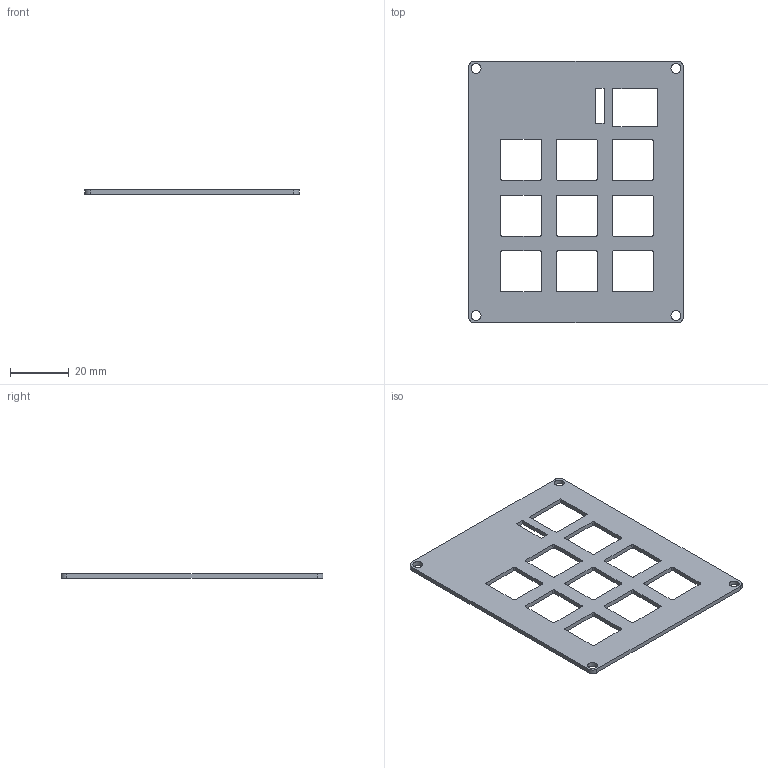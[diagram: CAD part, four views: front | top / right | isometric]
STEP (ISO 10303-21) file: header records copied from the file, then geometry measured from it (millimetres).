
FILE_DESCRIPTION(/* description */ (''),/* implementation_level */ '2;1');
FILE_NAME(/* name */ 'MacroboardMiddleLayer.step',/* time_stamp */ '2026-01-06T19:39:22+01:00',/* author */ (''),/* organization */ (''),/* preprocessor_version */ 'ST-DEVELOPER v20.1',/* originating_system */ 'Autodesk Translation Framework v14.21.0.0',/* authorisation */ '');
FILE_SCHEMA (('AUTOMOTIVE_DESIGN { 1 0 10303 214 3 1 1 }'));
Length unit declared in the file: metre
Products named in the file (2): 2026-01-04-22-35-14-980; 2026-01-04-23-38-27-419
Assembly tree (1 placements, depth 2):
  2026-01-04-22-35-14-980
    2026-01-04-23-38-27-419
Bounding box: 73.24 x 89.43 x 1.5 mm (x, y, z)
Volume: 6771.7 mm3; surface area: 10449.8 mm2
Topology: 1 solids, 1 shells, 94 faces, 276 edges, 184 vertices
Faces by surface type: plane 50, cylinder 44
Full cylindrical faces by diameter (mm): 3.4 x4
Entity records: 3492 total; most frequent: DIRECTION 558, CARTESIAN_POINT 557, ORIENTED_EDGE 552, EDGE_CURVE 276, LINE 188, VECTOR 188, AXIS2_PLACEMENT_3D 185, VERTEX_POINT 184
